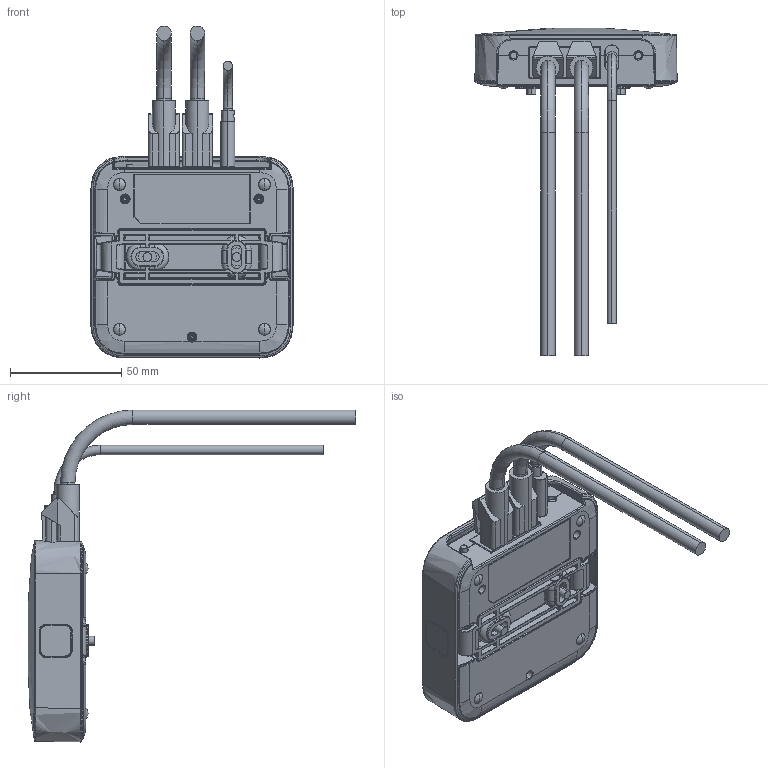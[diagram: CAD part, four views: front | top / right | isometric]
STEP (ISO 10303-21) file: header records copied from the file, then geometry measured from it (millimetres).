
FILE_DESCRIPTION (( 'STEP AP214' ), '1' );
FILE_NAME ('_GW 2.0 V3 2019 08 22 STEP.STEP', '2019-08-22T08:11:21', ( '' ), ( '' ), 'SwSTEP 2.0', 'SolidWorks 2017', '' );
FILE_SCHEMA (( 'AUTOMOTIVE_DESIGN' ));
Length unit declared in the file: millimetre
Products named in the file (15): RJ45 2x; GW 2.0 V3 Housing Bottom; USB C; USB C Cable; Push Button short; GW 2.0 V3 Housing Cover; Gateway_20190626; PCB; RJ45 CAT5 Cable; EJOT DELTA PT WN 5452 20x6; GW 2.0 V3 Bracket; _GW 2.0 V3 2019 08 22 STEP; Pan Head Screw ISO 14583 M4x6; Push Button long; GW 2.0 V3 Electronic
Assembly tree (19 placements, depth 4):
  _GW 2.0 V3 2019 08 22 STEP
    GW 2.0 V3 Bracket
    GW 2.0 V3 Housing Bottom
    GW 2.0 V3 Housing Cover
    GW 2.0 V3 Electronic
      Gateway_20190626
        PCB
        RJ45 2x
        Push Button short
        Push Button long
        USB C
      RJ45 CAT5 Cable  x2
      USB C Cable
    Pan Head Screw ISO 14583 M4x6  x2
    EJOT DELTA PT WN 5452 20x6  x4
Bounding box: 90.72 x 147.02 x 148.91 mm (x, y, z)
Volume: 147110 mm3; surface area: 94796.8 mm2
Topology: 19 solids, 19 shells, 3813 faces, 9241 edges, 5441 vertices
Faces by surface type: plane 1122, bspline 1023, cylinder 1002, sphere 286, torus 233, cone 147
Entity records: 133943 total; most frequent: CARTESIAN_POINT 62414, ORIENTED_EDGE 15964, DIRECTION 12494, EDGE_CURVE 7982, AXIS2_PLACEMENT_3D 4871, VERTEX_POINT 4686, EDGE_LOOP 3544, FACE_OUTER_BOUND 3395
